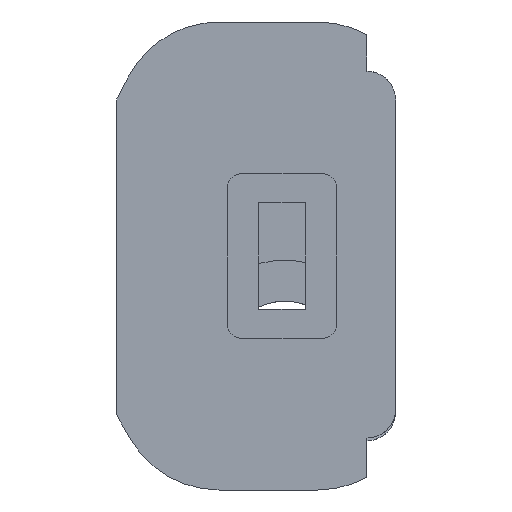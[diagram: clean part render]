
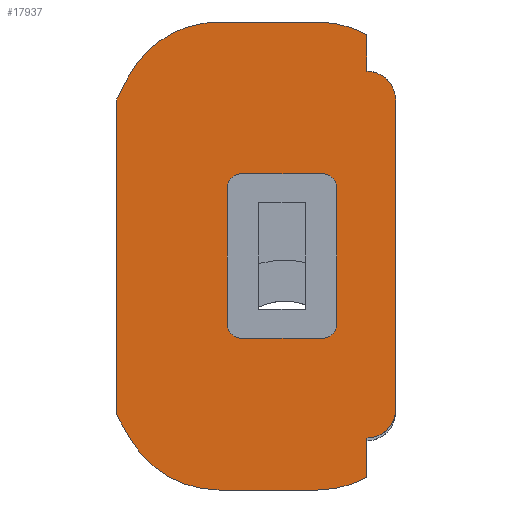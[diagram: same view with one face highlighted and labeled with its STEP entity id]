
A CAD part, left-side view. The second image highlights one B-rep face of the part: STEP entity #17937.
In plain terms, the highlighted planar face has unit normal (-1, 0, 0).
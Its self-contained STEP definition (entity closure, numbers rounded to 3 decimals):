
#2212=FACE_BOUND('',#3525,.T.);
#2301=CIRCLE('',#18977,1.);
#2302=CIRCLE('',#18980,1.);
#2305=CIRCLE('',#19007,2.1);
#2321=CIRCLE('',#19031,7.5);
#2322=CIRCLE('',#19033,7.5);
#2323=CIRCLE('',#19035,7.5);
#2324=CIRCLE('',#19038,7.5);
#2325=CIRCLE('',#19043,2.1);
#2326=CIRCLE('',#19044,1.);
#2327=CIRCLE('',#19045,1.);
#2499=FACE_OUTER_BOUND('',#3524,.T.);
#3524=EDGE_LOOP('',(#13192,#13193,#13194,#13195,#13196,#13197,#13198,#13199,
#13200,#13201,#13202,#13203,#13204,#13205));
#3525=EDGE_LOOP('',(#13206,#13207,#13208,#13209,#13210,#13211,#13212,#13213));
#4430=LINE('',#21581,#5740);
#4707=LINE('',#25855,#6017);
#4710=LINE('',#25863,#6020);
#4735=LINE('',#25934,#6045);
#4753=LINE('',#26006,#6063);
#4756=LINE('',#26014,#6066);
#4758=LINE('',#26017,#6068);
#4759=LINE('',#26019,#6069);
#4760=LINE('',#26021,#6070);
#4761=LINE('',#26024,#6071);
#4762=LINE('',#26026,#6072);
#4763=LINE('',#26030,#6073);
#5740=VECTOR('',#19313,10.);
#6017=VECTOR('',#19902,10.);
#6020=VECTOR('',#19911,10.);
#6045=VECTOR('',#19990,10.);
#6063=VECTOR('',#20064,10.);
#6066=VECTOR('',#20073,10.);
#6068=VECTOR('',#20077,10.);
#6069=VECTOR('',#20080,10.);
#6070=VECTOR('',#20083,10.);
#6071=VECTOR('',#20086,10.);
#6072=VECTOR('',#20087,10.);
#6073=VECTOR('',#20090,10.);
#7047=VERTEX_POINT('',#21574);
#7050=VERTEX_POINT('',#21579);
#7911=VERTEX_POINT('',#25847);
#7912=VERTEX_POINT('',#25849);
#7913=VERTEX_POINT('',#25853);
#7914=VERTEX_POINT('',#25857);
#7915=VERTEX_POINT('',#25861);
#7932=VERTEX_POINT('',#25926);
#7933=VERTEX_POINT('',#25928);
#7934=VERTEX_POINT('',#25932);
#7955=VERTEX_POINT('',#25988);
#7956=VERTEX_POINT('',#25990);
#7957=VERTEX_POINT('',#25994);
#7958=VERTEX_POINT('',#25996);
#7959=VERTEX_POINT('',#26000);
#7960=VERTEX_POINT('',#26002);
#7961=VERTEX_POINT('',#26008);
#7962=VERTEX_POINT('',#26010);
#7963=VERTEX_POINT('',#26022);
#7964=VERTEX_POINT('',#26025);
#7965=VERTEX_POINT('',#26027);
#7966=VERTEX_POINT('',#26029);
#8962=EDGE_CURVE('',#7050,#7047,#4430,.T.);
#9915=EDGE_CURVE('',#7912,#7911,#2301,.T.);
#9918=EDGE_CURVE('',#7911,#7913,#4707,.T.);
#9920=EDGE_CURVE('',#7913,#7914,#2302,.T.);
#9922=EDGE_CURVE('',#7914,#7915,#4710,.T.);
#9953=EDGE_CURVE('',#7932,#7933,#2305,.T.);
#9956=EDGE_CURVE('',#7932,#7934,#4735,.T.);
#9985=EDGE_CURVE('',#7955,#7956,#2321,.T.);
#9987=EDGE_CURVE('',#7958,#7957,#2322,.T.);
#9990=EDGE_CURVE('',#7960,#7959,#2323,.T.);
#9992=EDGE_CURVE('',#7959,#7047,#4753,.T.);
#9994=EDGE_CURVE('',#7962,#7961,#2324,.T.);
#9996=EDGE_CURVE('',#7050,#7962,#4756,.T.);
#9998=EDGE_CURVE('',#7957,#7933,#4758,.T.);
#9999=EDGE_CURVE('',#7956,#7960,#4759,.T.);
#10000=EDGE_CURVE('',#7958,#7961,#4760,.T.);
#10001=EDGE_CURVE('',#7963,#7934,#2325,.T.);
#10002=EDGE_CURVE('',#7963,#7955,#4761,.T.);
#10003=EDGE_CURVE('',#7964,#7912,#4762,.T.);
#10004=EDGE_CURVE('',#7915,#7965,#2326,.T.);
#10005=EDGE_CURVE('',#7965,#7966,#4763,.T.);
#10006=EDGE_CURVE('',#7966,#7964,#2327,.T.);
#13192=ORIENTED_EDGE('',*,*,#9985,.T.);
#13193=ORIENTED_EDGE('',*,*,#9999,.T.);
#13194=ORIENTED_EDGE('',*,*,#9990,.T.);
#13195=ORIENTED_EDGE('',*,*,#9992,.T.);
#13196=ORIENTED_EDGE('',*,*,#8962,.F.);
#13197=ORIENTED_EDGE('',*,*,#9996,.T.);
#13198=ORIENTED_EDGE('',*,*,#9994,.T.);
#13199=ORIENTED_EDGE('',*,*,#10000,.F.);
#13200=ORIENTED_EDGE('',*,*,#9987,.T.);
#13201=ORIENTED_EDGE('',*,*,#9998,.T.);
#13202=ORIENTED_EDGE('',*,*,#9953,.F.);
#13203=ORIENTED_EDGE('',*,*,#9956,.T.);
#13204=ORIENTED_EDGE('',*,*,#10001,.F.);
#13205=ORIENTED_EDGE('',*,*,#10002,.T.);
#13206=ORIENTED_EDGE('',*,*,#10003,.T.);
#13207=ORIENTED_EDGE('',*,*,#9915,.T.);
#13208=ORIENTED_EDGE('',*,*,#9918,.T.);
#13209=ORIENTED_EDGE('',*,*,#9920,.T.);
#13210=ORIENTED_EDGE('',*,*,#9922,.T.);
#13211=ORIENTED_EDGE('',*,*,#10004,.T.);
#13212=ORIENTED_EDGE('',*,*,#10005,.T.);
#13213=ORIENTED_EDGE('',*,*,#10006,.T.);
#17663=PLANE('',#19042);
#17937=ADVANCED_FACE('',(#2499,#2212),#17663,.T.);
#18977=AXIS2_PLACEMENT_3D('',#25850,#19896,#19897);
#18980=AXIS2_PLACEMENT_3D('',#25859,#19906,#19907);
#19007=AXIS2_PLACEMENT_3D('',#25929,#19984,#19985);
#19031=AXIS2_PLACEMENT_3D('',#25992,#20048,#20049);
#19033=AXIS2_PLACEMENT_3D('',#25997,#20053,#20054);
#19035=AXIS2_PLACEMENT_3D('',#26003,#20059,#20060);
#19038=AXIS2_PLACEMENT_3D('',#26011,#20068,#20069);
#19042=AXIS2_PLACEMENT_3D('',#26020,#20081,#20082);
#19043=AXIS2_PLACEMENT_3D('',#26023,#20084,#20085);
#19044=AXIS2_PLACEMENT_3D('',#26028,#20088,#20089);
#19045=AXIS2_PLACEMENT_3D('',#26031,#20091,#20092);
#19313=DIRECTION('',(0.,0.,1.));
#19896=DIRECTION('center_axis',(1.,0.,0.));
#19897=DIRECTION('ref_axis',(0.,0.,-1.));
#19902=DIRECTION('',(0.,1.,0.));
#19906=DIRECTION('center_axis',(1.,0.,0.));
#19907=DIRECTION('ref_axis',(0.,1.,0.));
#19911=DIRECTION('',(0.,0.,1.));
#19984=DIRECTION('center_axis',(1.,0.,0.));
#19985=DIRECTION('ref_axis',(0.,-0.707,-0.707));
#19990=DIRECTION('',(0.,0.,1.));
#20048=DIRECTION('center_axis',(-1.,0.,0.));
#20049=DIRECTION('ref_axis',(0.,-1.,0.));
#20053=DIRECTION('center_axis',(-1.,0.,0.));
#20054=DIRECTION('ref_axis',(0.,0.,-1.));
#20059=DIRECTION('center_axis',(-1.,0.,0.));
#20060=DIRECTION('ref_axis',(0.,0.,1.));
#20064=DIRECTION('',(0.,0.454,-0.891));
#20068=DIRECTION('center_axis',(-1.,0.,0.));
#20069=DIRECTION('ref_axis',(0.,1.,0.));
#20073=DIRECTION('',(0.,-0.498,-0.867));
#20077=DIRECTION('',(0.,0.,1.));
#20080=DIRECTION('',(0.,1.,0.));
#20081=DIRECTION('center_axis',(-1.,0.,0.));
#20082=DIRECTION('ref_axis',(0.,0.,1.));
#20083=DIRECTION('',(0.,1.,0.));
#20084=DIRECTION('center_axis',(1.,0.,0.));
#20085=DIRECTION('ref_axis',(0.,-0.707,0.707));
#20086=DIRECTION('',(0.,0.,1.));
#20087=DIRECTION('',(0.,0.,-1.));
#20088=DIRECTION('center_axis',(1.,0.,0.));
#20089=DIRECTION('ref_axis',(0.,0.,1.));
#20090=DIRECTION('',(0.,-1.,0.));
#20091=DIRECTION('center_axis',(1.,0.,0.));
#20092=DIRECTION('ref_axis',(0.,-1.,0.));
#21574=CARTESIAN_POINT('',(-3.1,20.4,11.4));
#21579=CARTESIAN_POINT('',(-3.1,20.4,-11.6));
#21581=CARTESIAN_POINT('',(-3.1,20.4,-8.55));
#25847=CARTESIAN_POINT('',(-3.1,5.3,-6.));
#25849=CARTESIAN_POINT('',(-3.1,4.3,-5.));
#25850=CARTESIAN_POINT('Origin',(-3.1,5.3,-5.));
#25853=CARTESIAN_POINT('',(-3.1,11.3,-6.));
#25855=CARTESIAN_POINT('',(-3.1,2.65,-6.));
#25857=CARTESIAN_POINT('',(-3.1,12.3,-5.));
#25859=CARTESIAN_POINT('Origin',(-3.1,11.3,-5.));
#25861=CARTESIAN_POINT('',(-3.1,12.3,5.));
#25863=CARTESIAN_POINT('',(-3.1,12.3,-11.05));
#25926=CARTESIAN_POINT('',(-3.1,0.,-11.2));
#25928=CARTESIAN_POINT('',(-3.1,2.1,-13.3));
#25929=CARTESIAN_POINT('Origin',(-3.1,2.1,-11.2));
#25932=CARTESIAN_POINT('',(-3.1,0.,11.4));
#25934=CARTESIAN_POINT('',(-3.1,0.,-17.1));
#25988=CARTESIAN_POINT('',(-3.1,2.1,16.18));
#25990=CARTESIAN_POINT('',(-3.1,5.7,17.1));
#25992=CARTESIAN_POINT('Origin',(-3.1,5.7,9.6));
#25994=CARTESIAN_POINT('',(-3.1,2.1,-16.18));
#25996=CARTESIAN_POINT('',(-3.1,5.7,-17.1));
#25997=CARTESIAN_POINT('Origin',(-3.1,5.7,-9.6));
#26000=CARTESIAN_POINT('',(-3.1,19.583,13.004));
#26002=CARTESIAN_POINT('',(-3.1,12.9,17.1));
#26003=CARTESIAN_POINT('Origin',(-3.1,12.9,9.6));
#26006=CARTESIAN_POINT('',(-3.1,23.653,5.012));
#26008=CARTESIAN_POINT('',(-3.1,12.9,-17.1));
#26010=CARTESIAN_POINT('',(-3.1,19.404,-13.334));
#26011=CARTESIAN_POINT('Origin',(-3.1,12.9,-9.6));
#26014=CARTESIAN_POINT('',(-3.1,16.684,-18.073));
#26017=CARTESIAN_POINT('',(-3.1,2.1,-16.575));
#26019=CARTESIAN_POINT('',(-3.1,0.,17.1));
#26020=CARTESIAN_POINT('Origin',(-3.1,0.,-17.1));
#26021=CARTESIAN_POINT('',(-3.1,18.6,-17.1));
#26022=CARTESIAN_POINT('',(-3.1,2.1,13.5));
#26023=CARTESIAN_POINT('Origin',(-3.1,2.1,11.4));
#26024=CARTESIAN_POINT('',(-3.1,2.1,-0.525));
#26025=CARTESIAN_POINT('',(-3.1,4.3,5.));
#26026=CARTESIAN_POINT('',(-3.1,4.3,-6.05));
#26027=CARTESIAN_POINT('',(-3.1,11.3,6.));
#26028=CARTESIAN_POINT('Origin',(-3.1,11.3,5.));
#26029=CARTESIAN_POINT('',(-3.1,5.3,6.));
#26030=CARTESIAN_POINT('',(-3.1,5.65,6.));
#26031=CARTESIAN_POINT('Origin',(-3.1,5.3,5.));
